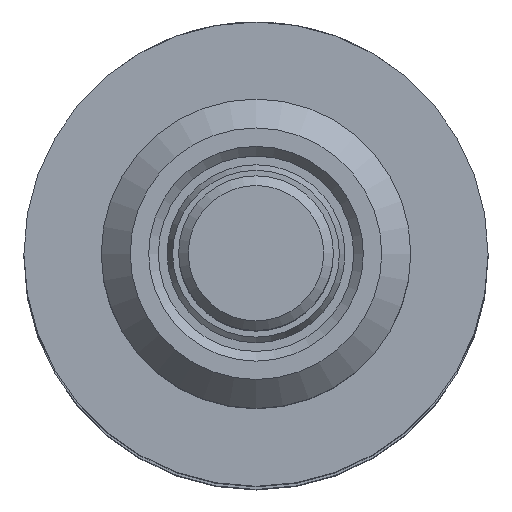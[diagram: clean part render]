
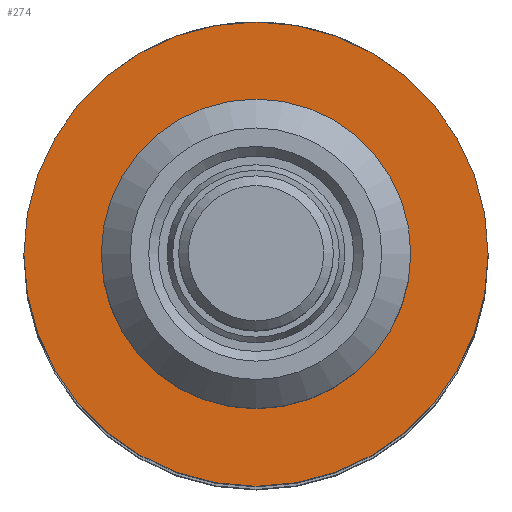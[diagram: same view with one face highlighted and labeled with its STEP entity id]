
A CAD part, top view. The second image highlights one B-rep face of the part: STEP entity #274.
In plain terms, the highlighted planar face has unit normal (0, 0, 1).
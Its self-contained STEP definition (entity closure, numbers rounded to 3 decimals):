
#247=CARTESIAN_POINT('',(0.,0.,110.5));
#248=DIRECTION('',(0.0,0.0,-1.0));
#249=DIRECTION('',(0.0,-1.0,0.0));
#250=AXIS2_PLACEMENT_3D('',#247,#248,#249);
#251=PLANE('',#250);
#252=CARTESIAN_POINT('',(0.,12.,110.5));
#253=VERTEX_POINT('',#252);
#254=CARTESIAN_POINT('',(0.,0.,110.5));
#255=DIRECTION('',(0.0,0.0,-1.0));
#256=DIRECTION('',(0.0,-1.0,0.0));
#257=AXIS2_PLACEMENT_3D('',#254,#255,#256);
#258=CIRCLE('',#257,12.);
#259=EDGE_CURVE('',#253,#253,#258,.T.);
#260=ORIENTED_EDGE('',*,*,#259,.F.);
#261=EDGE_LOOP('',(#260));
#262=FACE_OUTER_BOUND('',#261,.T.);
#263=CARTESIAN_POINT('',(0.,8.0,110.5));
#264=VERTEX_POINT('',#263);
#265=CARTESIAN_POINT('',(0.,0.,110.5));
#266=DIRECTION('',(0.0,0.0,-1.0));
#267=DIRECTION('',(0.0,-1.0,0.0));
#268=AXIS2_PLACEMENT_3D('',#265,#266,#267);
#269=CIRCLE('',#268,8.0);
#270=EDGE_CURVE('',#264,#264,#269,.T.);
#271=ORIENTED_EDGE('',*,*,#270,.T.);
#272=EDGE_LOOP('',(#271));
#273=FACE_BOUND('',#272,.T.);
#274=ADVANCED_FACE('',(#262,#273),#251,.F.);
